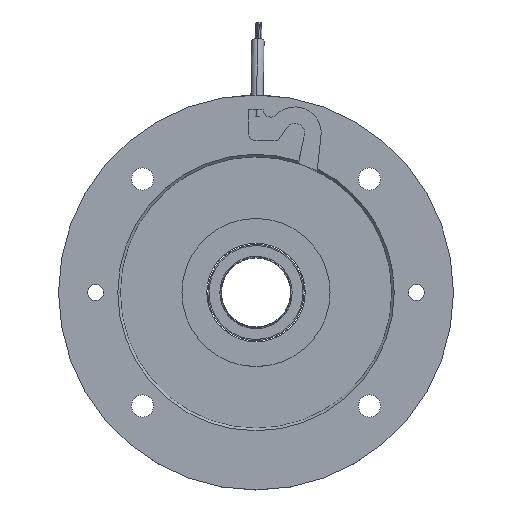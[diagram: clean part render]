
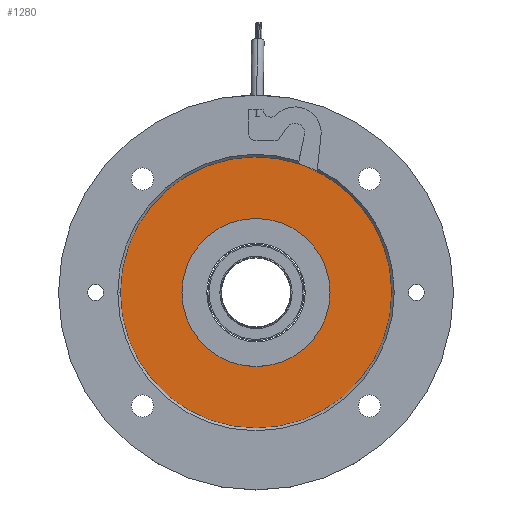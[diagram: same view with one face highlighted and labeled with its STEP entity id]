
A CAD part, top view. The second image highlights one B-rep face of the part: STEP entity #1280.
In plain terms, the highlighted planar face has unit normal (0, 0, 1).
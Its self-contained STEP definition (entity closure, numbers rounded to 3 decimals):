
#141 = VERTEX_POINT ( 'NONE', #2875 ) ;
#640 = AXIS2_PLACEMENT_3D ( 'NONE', #6059, #3127, #2625 ) ;
#1057 = CARTESIAN_POINT ( 'NONE',  ( -30., 0., -1.25 ) ) ;
#1135 = EDGE_LOOP ( 'NONE', ( #7021, #4470 ) ) ;
#1280 = ADVANCED_FACE ( 'NONE', ( #5932, #4929 ), #3622, .T. ) ;
#1502 = AXIS2_PLACEMENT_3D ( 'NONE', #5484, #6138, #3252 ) ;
#2136 = EDGE_CURVE ( 'NONE', #6339, #141, #3428, .T. ) ;
#2384 = DIRECTION ( 'NONE',  ( 0., 0., 1. ) ) ;
#2416 = CARTESIAN_POINT ( 'NONE',  ( 55., 0., -1.25 ) ) ;
#2625 = DIRECTION ( 'NONE',  ( 1., 0., 0. ) ) ;
#2860 = EDGE_CURVE ( 'NONE', #7327, #5957, #5802, .T. ) ;
#2875 = CARTESIAN_POINT ( 'NONE',  ( 30., 0., -1.25 ) ) ;
#3127 = DIRECTION ( 'NONE',  ( 0., 0., 1. ) ) ;
#3252 = DIRECTION ( 'NONE',  ( 1., 0., 0. ) ) ;
#3428 = CIRCLE ( 'NONE', #4412, 30. ) ;
#3529 = CARTESIAN_POINT ( 'NONE',  ( -55., 0., -1.25 ) ) ;
#3622 = PLANE ( 'NONE',  #4077 ) ;
#4077 = AXIS2_PLACEMENT_3D ( 'NONE', #5964, #4850, #4815 ) ;
#4158 = DIRECTION ( 'NONE',  ( 1., 0., 0. ) ) ;
#4412 = AXIS2_PLACEMENT_3D ( 'NONE', #5007, #6888, #5697 ) ;
#4470 = ORIENTED_EDGE ( 'NONE', *, *, #5576, .T. ) ;
#4652 = CARTESIAN_POINT ( 'NONE',  ( 0., 0., -1.25 ) ) ;
#4815 = DIRECTION ( 'NONE',  ( 1., 0., 0. ) ) ;
#4819 = CIRCLE ( 'NONE', #1502, 30. ) ;
#4850 = DIRECTION ( 'NONE',  ( 0., 0., 1. ) ) ;
#4929 = FACE_OUTER_BOUND ( 'NONE', #1135, .T. ) ;
#4967 = EDGE_LOOP ( 'NONE', ( #5952, #7030 ) ) ;
#5007 = CARTESIAN_POINT ( 'NONE',  ( 0., 0., -1.25 ) ) ;
#5484 = CARTESIAN_POINT ( 'NONE',  ( 0., 0., -1.25 ) ) ;
#5576 = EDGE_CURVE ( 'NONE', #5957, #7327, #6036, .T. ) ;
#5697 = DIRECTION ( 'NONE',  ( 1., 0., 0. ) ) ;
#5802 = CIRCLE ( 'NONE', #7520, 55. ) ;
#5932 = FACE_BOUND ( 'NONE', #4967, .T. ) ;
#5952 = ORIENTED_EDGE ( 'NONE', *, *, #6201, .F. ) ;
#5957 = VERTEX_POINT ( 'NONE', #3529 ) ;
#5964 = CARTESIAN_POINT ( 'NONE',  ( 0., 0., -1.25 ) ) ;
#6036 = CIRCLE ( 'NONE', #640, 55. ) ;
#6059 = CARTESIAN_POINT ( 'NONE',  ( 0., 0., -1.25 ) ) ;
#6138 = DIRECTION ( 'NONE',  ( 0., 0., 1. ) ) ;
#6201 = EDGE_CURVE ( 'NONE', #141, #6339, #4819, .T. ) ;
#6339 = VERTEX_POINT ( 'NONE', #1057 ) ;
#6888 = DIRECTION ( 'NONE',  ( 0., 0., 1. ) ) ;
#7021 = ORIENTED_EDGE ( 'NONE', *, *, #2860, .T. ) ;
#7030 = ORIENTED_EDGE ( 'NONE', *, *, #2136, .F. ) ;
#7327 = VERTEX_POINT ( 'NONE', #2416 ) ;
#7520 = AXIS2_PLACEMENT_3D ( 'NONE', #4652, #2384, #4158 ) ;
